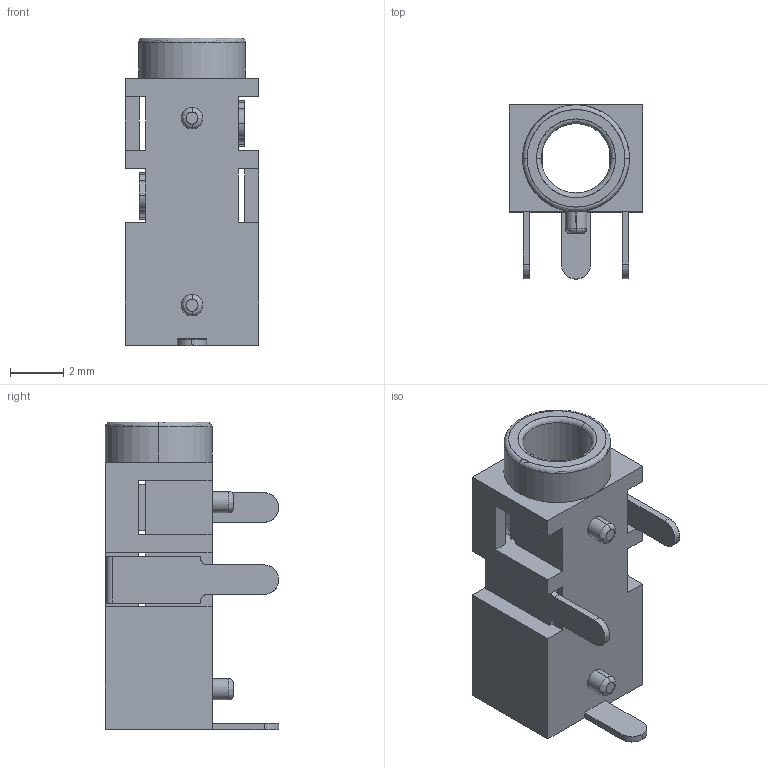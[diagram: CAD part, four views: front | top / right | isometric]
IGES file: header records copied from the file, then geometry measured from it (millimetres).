
Start section: SolidWorks IGES file using analytic representation for surfaces
Global section: file name: STX-2000-3N_rA1.IGS; native system: SolidWorks 2012; preprocessor: SolidWorks 2012; author: Daniel; date: 120928.140018; units: millimetre
Bounding box: 5 x 6.5 x 11.53 mm (x, y, z)
Surface area: 417.8 mm2 (no closed solid volume)
Topology: 0 solids, 0 shells, 132 faces, 1044 edges, 1044 vertices
Faces by surface type: bspline 107, revolution 25
